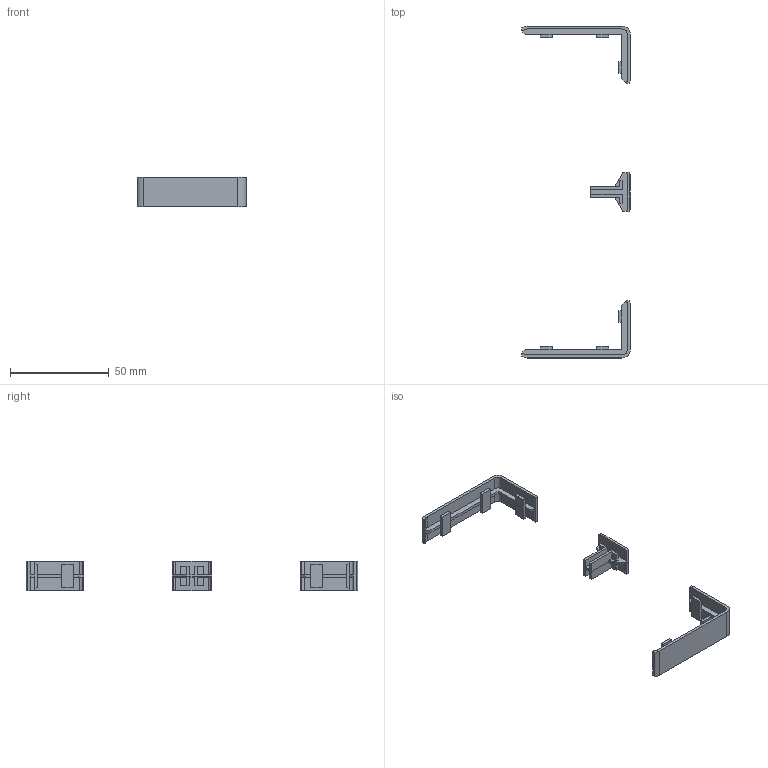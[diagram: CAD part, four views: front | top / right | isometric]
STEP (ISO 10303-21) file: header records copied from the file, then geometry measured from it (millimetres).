
FILE_DESCRIPTION (( 'STEP AP214' ), '1' );
FILE_NAME ('6113024.STEP', '2016-04-27T09:19:15', ( '' ), ( '' ), 'SwSTEP 2.0', 'SolidWorks 2014', '' );
FILE_SCHEMA (( 'AUTOMOTIVE_DESIGN' ));
Length unit declared in the file: millimetre
Products named in the file (3): 070039_Standard; 074727_Standard; 6113024
Assembly tree (3 placements, depth 2):
  6113024
    070039_Standard  x2
    074727_Standard
Bounding box: 54.9 x 168 x 15 mm (x, y, z)
Volume: 6049.4 mm3; surface area: 9118.1 mm2
Topology: 3 solids, 3 shells, 172 faces, 450 edges, 284 vertices
Faces by surface type: plane 142, cylinder 18, cone 12
Entity records: 3711 total; most frequent: CARTESIAN_POINT 648, ORIENTED_EDGE 626, DIRECTION 597, EDGE_CURVE 313, VECTOR 271, LINE 271, VERTEX_POINT 198, AXIS2_PLACEMENT_3D 163
